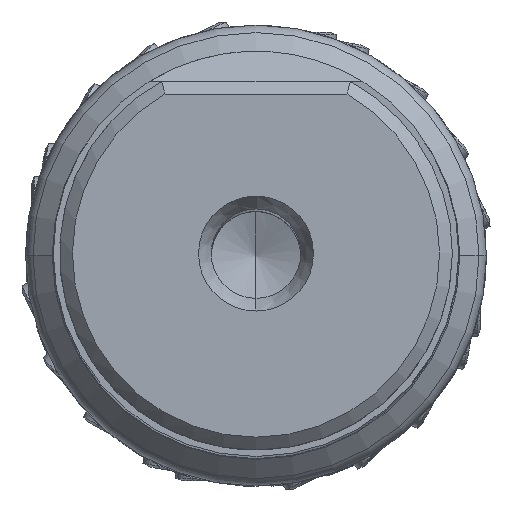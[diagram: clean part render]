
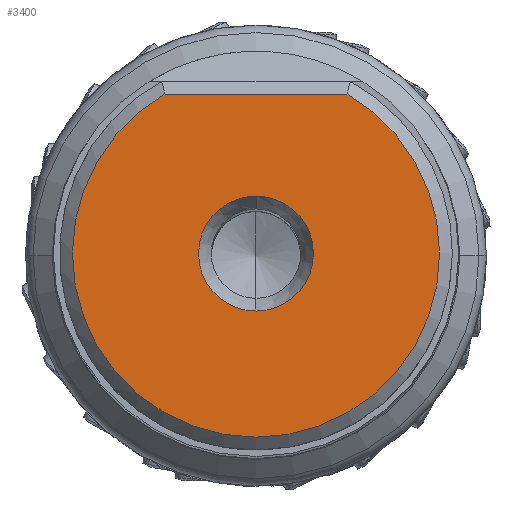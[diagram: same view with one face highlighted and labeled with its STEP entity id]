
A CAD part, top view. The second image highlights one B-rep face of the part: STEP entity #3400.
In plain terms, the highlighted planar face has unit normal (0, 0, 1).
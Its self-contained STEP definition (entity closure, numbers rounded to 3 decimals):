
#361=FACE_BOUND('',#8500,.T.);
#362=FACE_BOUND('',#8501,.T.);
#1922=PLANE('',#40355);
#3400=ADVANCED_FACE('',(#361,#362),#1922,.T.);
#8500=EDGE_LOOP('',(#20444,#20445,#20446));
#8501=EDGE_LOOP('',(#20447,#20448));
#11669=CIRCLE('',#40350,4.5);
#11670=CIRCLE('',#40352,14.375);
#11671=CIRCLE('',#40353,14.375);
#11672=CIRCLE('',#40354,4.5);
#20444=ORIENTED_EDGE('',*,*,#31566,.F.);
#20445=ORIENTED_EDGE('',*,*,#31567,.F.);
#20446=ORIENTED_EDGE('',*,*,#31568,.T.);
#20447=ORIENTED_EDGE('',*,*,#31569,.F.);
#20448=ORIENTED_EDGE('',*,*,#31565,.F.);
#26491=VERTEX_POINT('',#78465);
#26492=VERTEX_POINT('',#78467);
#26493=VERTEX_POINT('',#78471);
#26494=VERTEX_POINT('',#78472);
#26495=VERTEX_POINT('',#78474);
#31565=EDGE_CURVE('',#26492,#26491,#11669,.T.);
#31566=EDGE_CURVE('',#26493,#26494,#11670,.T.);
#31567=EDGE_CURVE('',#26495,#26493,#11671,.T.);
#31568=EDGE_CURVE('',#26495,#26494,#34662,.T.);
#31569=EDGE_CURVE('',#26491,#26492,#11672,.T.);
#34662=LINE('',#78475,#36593);
#36593=VECTOR('',#48835,1.);
#40350=AXIS2_PLACEMENT_3D('',#78468,#48827,#48828);
#40352=AXIS2_PLACEMENT_3D('',#78470,#48831,#48832);
#40353=AXIS2_PLACEMENT_3D('',#78473,#48833,#48834);
#40354=AXIS2_PLACEMENT_3D('',#78476,#48836,#48837);
#40355=AXIS2_PLACEMENT_3D('',#78477,#48838,#48839);
#48827=DIRECTION('',(0.,0.,1.));
#48828=DIRECTION('',(0.,-1.,0.));
#48831=DIRECTION('',(0.,0.,-1.));
#48832=DIRECTION('',(0.,-1.,0.));
#48833=DIRECTION('',(0.,0.,-1.));
#48834=DIRECTION('',(0.496,0.869,0.));
#48835=DIRECTION('',(-1.,0.,0.));
#48836=DIRECTION('',(0.,0.,1.));
#48837=DIRECTION('',(0.,1.,0.));
#48838=DIRECTION('',(0.,0.,1.));
#48839=DIRECTION('',(-1.,0.,0.));
#78465=CARTESIAN_POINT('',(0.,4.5,0.));
#78467=CARTESIAN_POINT('',(0.,-4.5,0.));
#78468=CARTESIAN_POINT('',(0.,0.,0.));
#78470=CARTESIAN_POINT('',(0.,0.,0.));
#78471=CARTESIAN_POINT('',(0.,-14.375,0.));
#78472=CARTESIAN_POINT('',(-7.125,12.485,0.));
#78473=CARTESIAN_POINT('',(0.,0.,0.));
#78474=CARTESIAN_POINT('',(7.125,12.485,0.));
#78475=CARTESIAN_POINT('',(7.125,12.485,0.));
#78476=CARTESIAN_POINT('',(0.,0.,0.));
#78477=CARTESIAN_POINT('',(0.,-0.945,0.));
